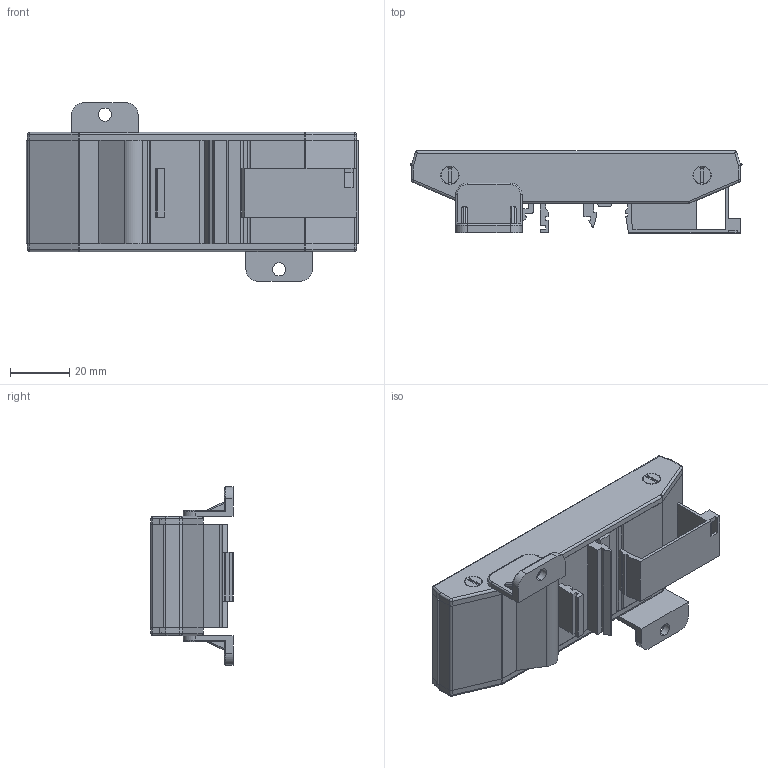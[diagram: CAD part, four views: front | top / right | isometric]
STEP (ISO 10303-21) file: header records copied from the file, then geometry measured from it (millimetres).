
FILE_DESCRIPTION (( 'STEP AP214' ), '1' );
FILE_NAME ('UH-035.STEP', '2022-01-18T11:08:30', ( '' ), ( '' ), 'SwSTEP 2.0', 'SolidWorks 2017', '' );
FILE_SCHEMA (( 'AUTOMOTIVE_DESIGN' ));
Length unit declared in the file: millimetre
Products named in the file (19): Pin 035; High Bracket UBRH; End Plate Screw; Base PCB UE 035; Foot Piece; End Piece UH; UH-035
Assembly tree (12 placements, depth 2):
  Pin 035
  Pin 035
  End Plate Screw
  High Bracket UBRH
  High Bracket UBRH
Bounding box: 112.5 x 27.79 x 60.4 mm (x, y, z)
Volume: 38143.1 mm3; surface area: 49332.7 mm2
Topology: 12 solids, 12 shells, 680 faces, 1732 edges, 1112 vertices
Faces by surface type: plane 350, cylinder 258, torus 40, cone 32
Entity records: 14554 total; most frequent: CARTESIAN_POINT 2518, DIRECTION 2500, ORIENTED_EDGE 2388, EDGE_CURVE 1194, AXIS2_PLACEMENT_3D 856, VECTOR 788, LINE 788, VERTEX_POINT 770
